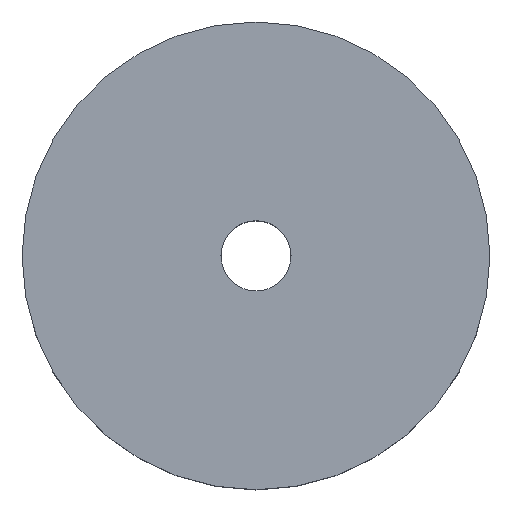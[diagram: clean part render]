
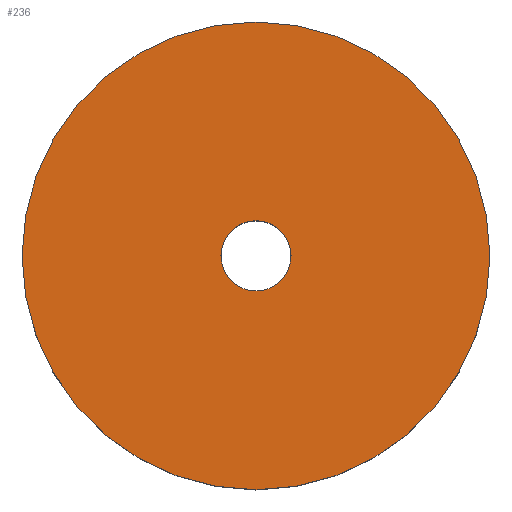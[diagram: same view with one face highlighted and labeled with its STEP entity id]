
A CAD part, top view. The second image highlights one B-rep face of the part: STEP entity #236.
In plain terms, the highlighted planar face has unit normal (0, 0, 1).
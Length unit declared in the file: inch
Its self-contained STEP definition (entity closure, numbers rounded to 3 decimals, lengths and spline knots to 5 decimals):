
#4 = PLANE ( 'NONE',  #405 ) ;
#6 = FACE_OUTER_BOUND ( 'NONE', #86, .T. ) ;
#12 = ORIENTED_EDGE ( 'NONE', *, *, #387, .T. ) ;
#19 = EDGE_CURVE ( 'NONE', #462, #169, #483, .T. ) ;
#26 = DIRECTION ( 'NONE',  ( 0., 0., 1. ) ) ;
#33 = CARTESIAN_POINT ( 'NONE',  ( 0., 0., 0.7874 ) ) ;
#46 = CARTESIAN_POINT ( 'NONE',  ( -1.5748, 0., 0.7874 ) ) ;
#71 = AXIS2_PLACEMENT_3D ( 'NONE', #81, #398, #525 ) ;
#81 = CARTESIAN_POINT ( 'NONE',  ( 0., 0., 0.7874 ) ) ;
#86 = EDGE_LOOP ( 'NONE', ( #12, #552 ) ) ;
#109 = CIRCLE ( 'NONE', #464, 0.23622 ) ;
#111 = CARTESIAN_POINT ( 'NONE',  ( 0., 0., 0.7874 ) ) ;
#137 = FACE_BOUND ( 'NONE', #157, .T. ) ;
#140 = EDGE_CURVE ( 'NONE', #469, #335, #162, .T. ) ;
#157 = EDGE_LOOP ( 'NONE', ( #535, #540 ) ) ;
#162 = CIRCLE ( 'NONE', #71, 0.23622 ) ;
#166 = DIRECTION ( 'NONE',  ( 0., 0., 1. ) ) ;
#169 = VERTEX_POINT ( 'NONE', #46 ) ;
#172 = CARTESIAN_POINT ( 'NONE',  ( 1.5748, 0., 0.7874 ) ) ;
#208 = DIRECTION ( 'NONE',  ( 1., 0., 0. ) ) ;
#235 = CARTESIAN_POINT ( 'NONE',  ( 0.23622, 0., 0.7874 ) ) ;
#236 = ADVANCED_FACE ( 'NONE', ( #6, #137 ), #4, .T. ) ;
#255 = CARTESIAN_POINT ( 'NONE',  ( -0.23622, 0., 0.7874 ) ) ;
#273 = DIRECTION ( 'NONE',  ( 1., 0., 0. ) ) ;
#298 = DIRECTION ( 'NONE',  ( 0., 0., 1. ) ) ;
#333 = DIRECTION ( 'NONE',  ( 1., 0., 0. ) ) ;
#335 = VERTEX_POINT ( 'NONE', #235 ) ;
#345 = DIRECTION ( 'NONE',  ( 1., 0., 0. ) ) ;
#349 = AXIS2_PLACEMENT_3D ( 'NONE', #111, #26, #333 ) ;
#373 = EDGE_CURVE ( 'NONE', #335, #469, #109, .T. ) ;
#387 = EDGE_CURVE ( 'NONE', #169, #462, #474, .T. ) ;
#398 = DIRECTION ( 'NONE',  ( 0., 0., 1. ) ) ;
#405 = AXIS2_PLACEMENT_3D ( 'NONE', #492, #406, #273 ) ;
#406 = DIRECTION ( 'NONE',  ( 0., 0., 1. ) ) ;
#431 = CARTESIAN_POINT ( 'NONE',  ( 0., 0., 0.7874 ) ) ;
#462 = VERTEX_POINT ( 'NONE', #172 ) ;
#464 = AXIS2_PLACEMENT_3D ( 'NONE', #33, #298, #208 ) ;
#469 = VERTEX_POINT ( 'NONE', #255 ) ;
#474 = CIRCLE ( 'NONE', #489, 1.5748 ) ;
#483 = CIRCLE ( 'NONE', #349, 1.5748 ) ;
#489 = AXIS2_PLACEMENT_3D ( 'NONE', #431, #166, #345 ) ;
#492 = CARTESIAN_POINT ( 'NONE',  ( 0., 0., 0.7874 ) ) ;
#525 = DIRECTION ( 'NONE',  ( 1., 0., 0. ) ) ;
#535 = ORIENTED_EDGE ( 'NONE', *, *, #140, .F. ) ;
#540 = ORIENTED_EDGE ( 'NONE', *, *, #373, .F. ) ;
#552 = ORIENTED_EDGE ( 'NONE', *, *, #19, .T. ) ;
